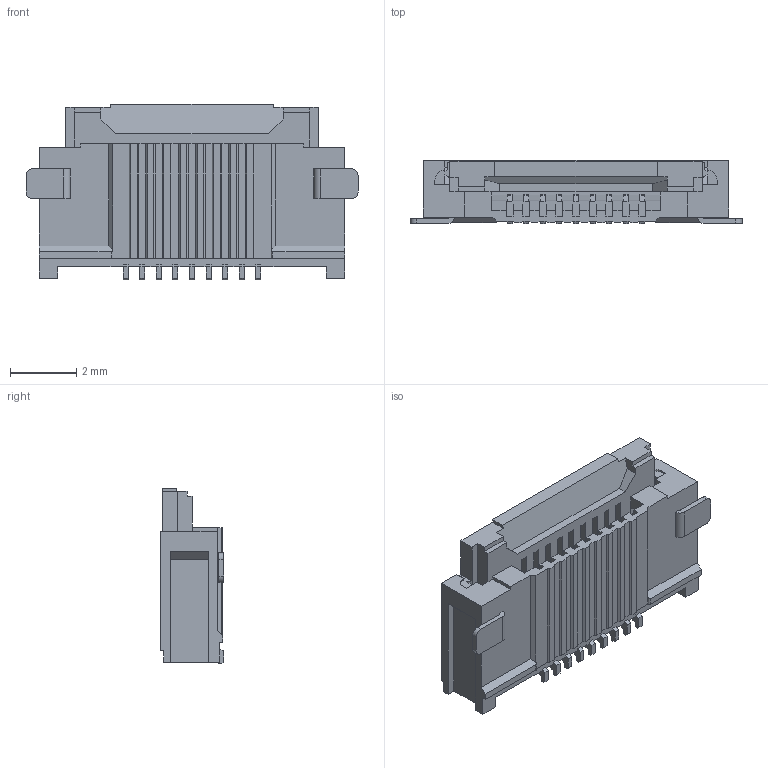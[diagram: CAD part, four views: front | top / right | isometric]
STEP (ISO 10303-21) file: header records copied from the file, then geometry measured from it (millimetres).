
FILE_DESCRIPTION(('STEP AP242'),'1');
FILE_NAME('5051100992.stp','2025-01-19T19:13:06',('TraceParts'),('TraceParts S.A.'),'Spatial InterOp 3D',' ',' ');
FILE_SCHEMA(('AP242_MANAGED_MODEL_BASED_3D_ENGINEERING_MIM_LF {1 0 10303 442 1 1 4}'));
Length unit declared in the file: millimetre
Products named in the file (1): 5051100992_1
Bounding box: 10 x 1.9 x 5.3 mm (x, y, z)
Volume: 53.8 mm3; surface area: 235.4 mm2
Topology: 1 solids, 1 shells, 656 faces, 1933 edges, 1330 vertices
Faces by surface type: plane 549, cylinder 107
Entity records: 21539 total; most frequent: CARTESIAN_POINT 3843, ORIENTED_EDGE 3778, DIRECTION 3461, EDGE_CURVE 1889, LINE 1717, VECTOR 1717, VERTEX_POINT 1242, AXIS2_PLACEMENT_3D 872
